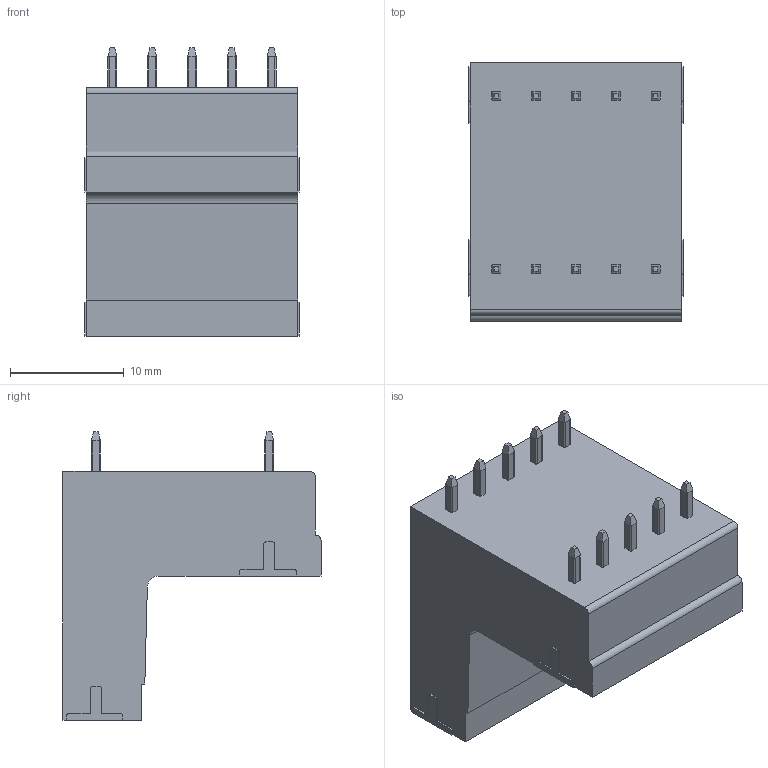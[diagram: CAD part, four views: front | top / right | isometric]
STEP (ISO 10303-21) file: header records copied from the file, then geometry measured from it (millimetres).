
FILE_DESCRIPTION((''),'2;1');
FILE_NAME('TLPHDC-005V-XXP','2024-08-08T13:50:15',('tluser'),(''),'CREO PARAMETRIC BY PTC INC, 2018100','CREO PARAMETRIC BY PTC INC, 2018100','');
FILE_SCHEMA(('CONFIG_CONTROL_DESIGN'));
Length unit declared in the file: millimetre
Products named in the file (1): TLPHDC-005V-XXP
Bounding box: 18.9 x 22.7 x 25.4 mm (x, y, z)
Volume: 4444.5 mm3; surface area: 4249.3 mm2
Topology: 1 solids, 1 shells, 852 faces, 2360 edges, 1550 vertices
Faces by surface type: plane 573, cylinder 209, cone 50, torus 20
Entity records: 27345 total; most frequent: CARTESIAN_POINT 5457, ORIENTED_EDGE 4720, DIRECTION 4332, EDGE_CURVE 2360, VECTOR 1732, LINE 1732, VERTEX_POINT 1550, AXIS2_PLACEMENT_3D 1300
